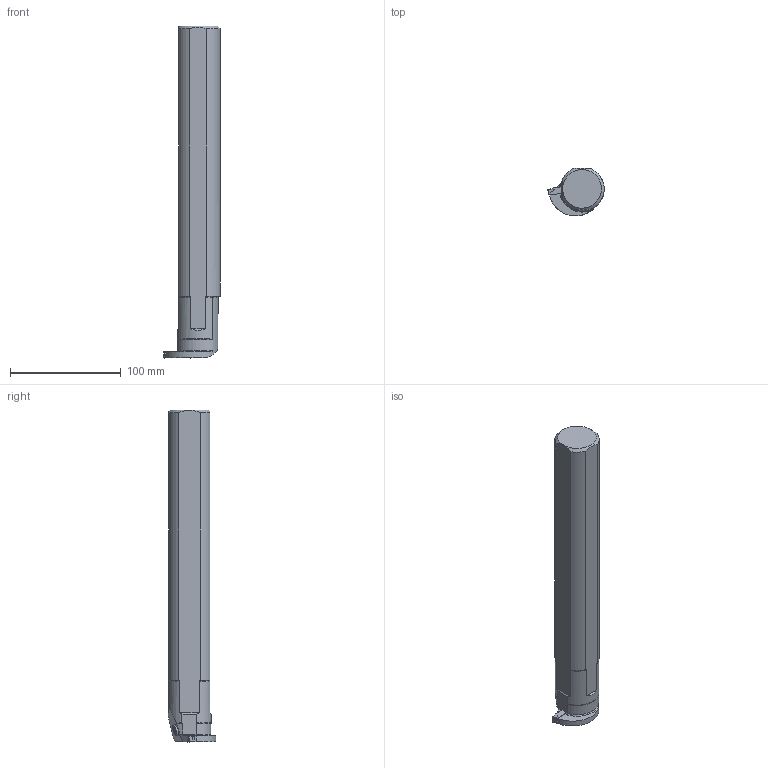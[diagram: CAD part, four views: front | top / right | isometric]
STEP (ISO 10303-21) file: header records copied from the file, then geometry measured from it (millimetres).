
FILE_DESCRIPTION(/* description */ (''),/* implementation_level */ '2;1');
FILE_NAME(/* name */ 'TOOLASSEMBLY_1.STP',/* time_stamp */ '2024-07-03T13:55:59+02:00',/* author */ (''),/* organization */ ('SMS'),/* preprocessor_version */ 'ST-DEVELOPER v16.7',/* originating_system */ 'SIEMENS PLM Software NX 12.0',/* authorisation */ '');
FILE_SCHEMA (('AUTOMOTIVE_DESIGN { 1 0 10303 214 3 1 1 1 }'));
Length unit declared in the file: millimetre
Products named in the file (4): ASSEMBLY_CONSTRUCTION; CUT_20240703135454; NOCUT_20240703135413; TOOLASSEMBLY_1
Assembly tree (3 placements, depth 2):
  TOOLASSEMBLY_1
    NOCUT_20240703135413
    CUT_20240703135454
    ASSEMBLY_CONSTRUCTION
Bounding box: 51 x 43.29 x 300.02 mm (x, y, z)
Volume: 353131.7 mm3; surface area: 40418.8 mm2
Topology: 2 solids, 2 shells, 98 faces, 271 edges, 184 vertices
Faces by surface type: plane 49, cylinder 33, torus 10, extrusion 4, cone 2
Full cylindrical faces by diameter (mm): 6.066 x1, 10.008 x1
Entity records: 3578 total; most frequent: CARTESIAN_POINT 929, ORIENTED_EDGE 528, DIRECTION 525, EDGE_CURVE 264, AXIS2_PLACEMENT_3D 188, VERTEX_POINT 177, VECTOR 149, LINE 145
